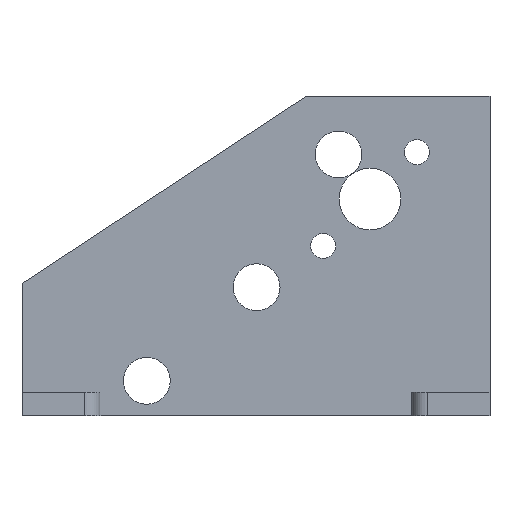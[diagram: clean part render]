
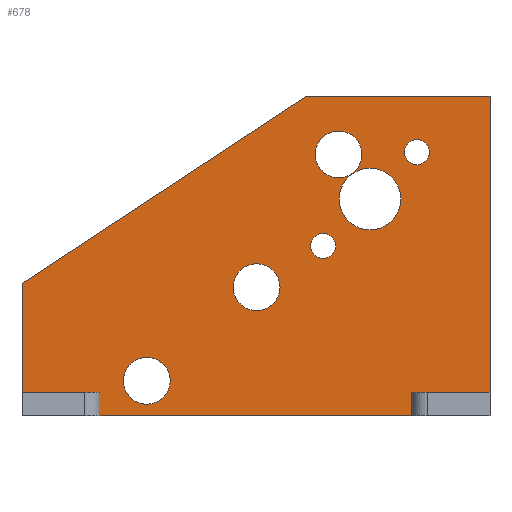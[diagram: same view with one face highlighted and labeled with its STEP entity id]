
A CAD part, left-side view. The second image highlights one B-rep face of the part: STEP entity #678.
In plain terms, the highlighted planar face has unit normal (-1, 0, 0).
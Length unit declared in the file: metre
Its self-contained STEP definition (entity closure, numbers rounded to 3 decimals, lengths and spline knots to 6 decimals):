
#12=LINE('',#994,#83);
#13=LINE('',#997,#84);
#14=LINE('',#999,#85);
#15=LINE('',#1001,#86);
#16=LINE('',#1003,#87);
#17=LINE('',#1005,#88);
#18=LINE('',#1007,#89);
#19=LINE('',#1009,#90);
#20=LINE('',#1011,#91);
#83=VECTOR('',#811,1.);
#84=VECTOR('',#812,1.);
#85=VECTOR('',#813,1.);
#86=VECTOR('',#814,1.);
#87=VECTOR('',#815,1.);
#88=VECTOR('',#816,1.);
#89=VECTOR('',#817,1.);
#90=VECTOR('',#818,1.);
#91=VECTOR('',#819,1.);
#154=PLANE('',#732);
#185=ORIENTED_EDGE('',*,*,#367,.T.);
#186=ORIENTED_EDGE('',*,*,#368,.T.);
#187=ORIENTED_EDGE('',*,*,#369,.T.);
#188=ORIENTED_EDGE('',*,*,#370,.T.);
#189=ORIENTED_EDGE('',*,*,#371,.T.);
#190=ORIENTED_EDGE('',*,*,#372,.T.);
#191=ORIENTED_EDGE('',*,*,#373,.F.);
#192=ORIENTED_EDGE('',*,*,#374,.T.);
#193=ORIENTED_EDGE('',*,*,#375,.T.);
#194=ORIENTED_EDGE('',*,*,#376,.T.);
#195=ORIENTED_EDGE('',*,*,#377,.F.);
#196=ORIENTED_EDGE('',*,*,#378,.T.);
#197=ORIENTED_EDGE('',*,*,#379,.T.);
#198=ORIENTED_EDGE('',*,*,#380,.F.);
#199=ORIENTED_EDGE('',*,*,#381,.T.);
#367=EDGE_CURVE('',#458,#458,#524,.T.);
#368=EDGE_CURVE('',#459,#459,#525,.T.);
#369=EDGE_CURVE('',#460,#460,#526,.T.);
#370=EDGE_CURVE('',#461,#461,#527,.T.);
#371=EDGE_CURVE('',#462,#462,#528,.T.);
#372=EDGE_CURVE('',#463,#463,#529,.T.);
#373=EDGE_CURVE('',#464,#465,#12,.T.);
#374=EDGE_CURVE('',#464,#466,#13,.T.);
#375=EDGE_CURVE('',#466,#467,#14,.T.);
#376=EDGE_CURVE('',#467,#468,#15,.T.);
#377=EDGE_CURVE('',#469,#468,#16,.T.);
#378=EDGE_CURVE('',#469,#470,#17,.T.);
#379=EDGE_CURVE('',#470,#471,#18,.T.);
#380=EDGE_CURVE('',#472,#471,#19,.T.);
#381=EDGE_CURVE('',#472,#465,#20,.T.);
#458=VERTEX_POINT('',#983);
#459=VERTEX_POINT('',#985);
#460=VERTEX_POINT('',#987);
#461=VERTEX_POINT('',#989);
#462=VERTEX_POINT('',#991);
#463=VERTEX_POINT('',#993);
#464=VERTEX_POINT('',#995);
#465=VERTEX_POINT('',#996);
#466=VERTEX_POINT('',#998);
#467=VERTEX_POINT('',#1000);
#468=VERTEX_POINT('',#1002);
#469=VERTEX_POINT('',#1004);
#470=VERTEX_POINT('',#1006);
#471=VERTEX_POINT('',#1008);
#472=VERTEX_POINT('',#1010);
#524=CIRCLE('',#733,0.003);
#525=CIRCLE('',#734,0.003);
#526=CIRCLE('',#735,0.00395);
#527=CIRCLE('',#736,0.003);
#528=CIRCLE('',#737,0.0016);
#529=CIRCLE('',#738,0.0016);
#544=EDGE_LOOP('',(#185));
#545=EDGE_LOOP('',(#186));
#546=EDGE_LOOP('',(#187));
#547=EDGE_LOOP('',(#188));
#548=EDGE_LOOP('',(#189));
#549=EDGE_LOOP('',(#190));
#550=EDGE_LOOP('',(#191,#192,#193,#194,#195,#196,#197,#198,#199));
#607=FACE_BOUND('',#544,.T.);
#608=FACE_BOUND('',#545,.T.);
#609=FACE_BOUND('',#546,.T.);
#610=FACE_BOUND('',#547,.T.);
#611=FACE_BOUND('',#548,.T.);
#612=FACE_BOUND('',#549,.T.);
#613=FACE_BOUND('',#550,.T.);
#678=ADVANCED_FACE('',(#607,#608,#609,#610,#611,#612,#613),#154,.F.);
#732=AXIS2_PLACEMENT_3D('',#981,#797,#798);
#733=AXIS2_PLACEMENT_3D('',#982,#799,#800);
#734=AXIS2_PLACEMENT_3D('',#984,#801,#802);
#735=AXIS2_PLACEMENT_3D('',#986,#803,#804);
#736=AXIS2_PLACEMENT_3D('',#988,#805,#806);
#737=AXIS2_PLACEMENT_3D('',#990,#807,#808);
#738=AXIS2_PLACEMENT_3D('',#992,#809,#810);
#797=DIRECTION('',(1.,0.,0.));
#798=DIRECTION('',(0.,1.,0.));
#799=DIRECTION('',(1.,0.,0.));
#800=DIRECTION('',(0.,0.,-1.));
#801=DIRECTION('',(1.,0.,0.));
#802=DIRECTION('',(0.,0.,-1.));
#803=DIRECTION('',(1.,0.,0.));
#804=DIRECTION('',(0.,0.,-1.));
#805=DIRECTION('',(1.,0.,0.));
#806=DIRECTION('',(0.,0.,-1.));
#807=DIRECTION('',(1.,0.,0.));
#808=DIRECTION('',(0.,0.,-1.));
#809=DIRECTION('',(1.,0.,0.));
#810=DIRECTION('',(0.,0.,-1.));
#811=DIRECTION('',(0.,0.,1.));
#812=DIRECTION('',(0.,-1.,0.));
#813=DIRECTION('',(0.,0.,-1.));
#814=DIRECTION('',(0.,-1.,0.));
#815=DIRECTION('',(0.,0.,-1.));
#816=DIRECTION('',(0.,-1.,0.));
#817=DIRECTION('',(0.,0.,1.));
#818=DIRECTION('',(0.,-1.,0.));
#819=DIRECTION('',(0.,0.835,-0.55));
#981=CARTESIAN_POINT('',(0.,0.034865,-0.028845));
#982=CARTESIAN_POINT('',(0.,0.048865,-0.039095));
#983=CARTESIAN_POINT('',(0.,0.048865,-0.042095));
#984=CARTESIAN_POINT('',(0.,0.034785,-0.027095));
#985=CARTESIAN_POINT('',(0.,0.034785,-0.030095));
#986=CARTESIAN_POINT('',(0.,0.020245,-0.015795));
#987=CARTESIAN_POINT('',(0.,0.020245,-0.019745));
#988=CARTESIAN_POINT('',(0.,0.024281,-0.010076));
#989=CARTESIAN_POINT('',(0.,0.024281,-0.013076));
#990=CARTESIAN_POINT('',(0.,0.014235,-0.009785));
#991=CARTESIAN_POINT('',(0.,0.014235,-0.011385));
#992=CARTESIAN_POINT('',(0.,0.026256,-0.021806));
#993=CARTESIAN_POINT('',(0.,0.026256,-0.023406));
#994=CARTESIAN_POINT('',(0.,0.064865,-0.023095));
#995=CARTESIAN_POINT('',(0.,0.064865,-0.040595));
#996=CARTESIAN_POINT('',(0.,0.064865,-0.026595));
#997=CARTESIAN_POINT('',(0.,0.034865,-0.040595));
#998=CARTESIAN_POINT('',(0.,0.054865,-0.040595));
#999=CARTESIAN_POINT('',(0.,0.054865,-0.040595));
#1000=CARTESIAN_POINT('',(0.,0.054865,-0.043595));
#1001=CARTESIAN_POINT('',(0.,0.034865,-0.043595));
#1002=CARTESIAN_POINT('',(0.,0.014865,-0.043595));
#1003=CARTESIAN_POINT('',(0.,0.014865,-0.040595));
#1004=CARTESIAN_POINT('',(0.,0.014865,-0.040595));
#1005=CARTESIAN_POINT('',(0.,0.034865,-0.040595));
#1006=CARTESIAN_POINT('',(0.,0.004865,-0.040595));
#1007=CARTESIAN_POINT('',(0.,0.004865,-0.023095));
#1008=CARTESIAN_POINT('',(0.,0.004865,-0.002595));
#1009=CARTESIAN_POINT('',(0.,0.034865,-0.002595));
#1010=CARTESIAN_POINT('',(0.,0.028394,-0.002595));
#1011=CARTESIAN_POINT('',(0.,0.044964,-0.013499));
